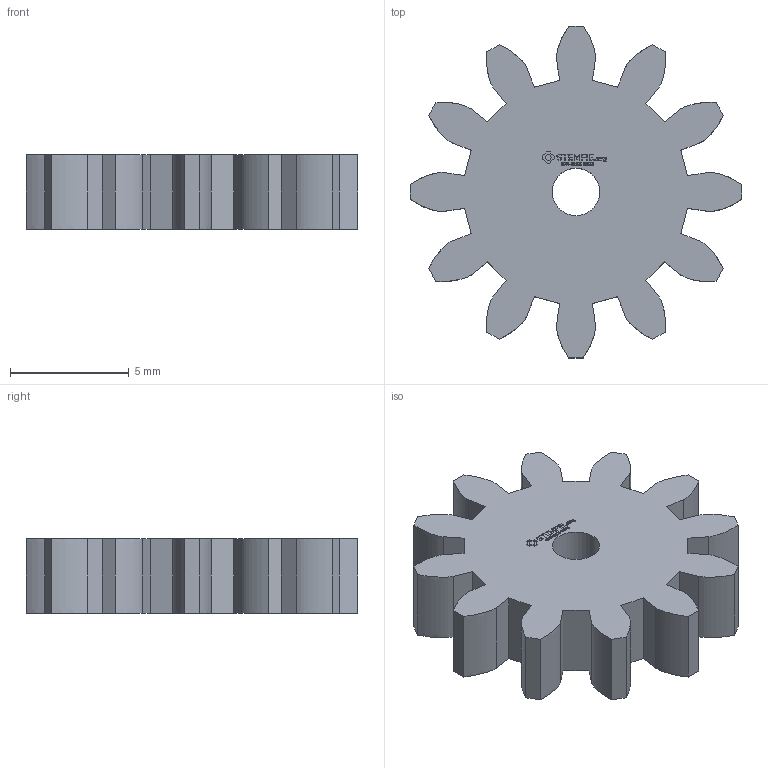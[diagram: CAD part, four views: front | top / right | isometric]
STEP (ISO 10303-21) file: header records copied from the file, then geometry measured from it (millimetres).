
FILE_DESCRIPTION(('FreeCAD Model'),'2;1');
FILE_NAME('Open CASCADE Shape Model','2024-03-09T17:06:06',(''),(''), 'Open CASCADE STEP processor 7.6','FreeCAD','Unknown');
FILE_SCHEMA(('AUTOMOTIVE_DESIGN { 1 0 10303 214 1 1 1 1 }'));
Length unit declared in the file: millimetre
Products named in the file (1): Gear Wheel PLN TTH12 BU00.25 SFT2.0mm - SPN-GWH-0025 (stemfie.org)
Bounding box: 13.99 x 13.99 x 3.12 mm (x, y, z)
Volume: 327.1 mm3; surface area: 475.6 mm2
Topology: 1 solids, 1 shells, 542 faces, 1530 edges, 1020 vertices
Faces by surface type: plane 317, extrusion 224, cylinder 1
Full cylindrical faces by diameter (mm): 2 x1
Entity records: 40148 total; most frequent: CARTESIAN_POINT 10453, DIRECTION 4558, VECTOR 3914, LINE 3690, ORIENTED_EDGE 3060, PCURVE 3060, DEFINITIONAL_REPRESENTATION 3060, EDGE_CURVE 1530
